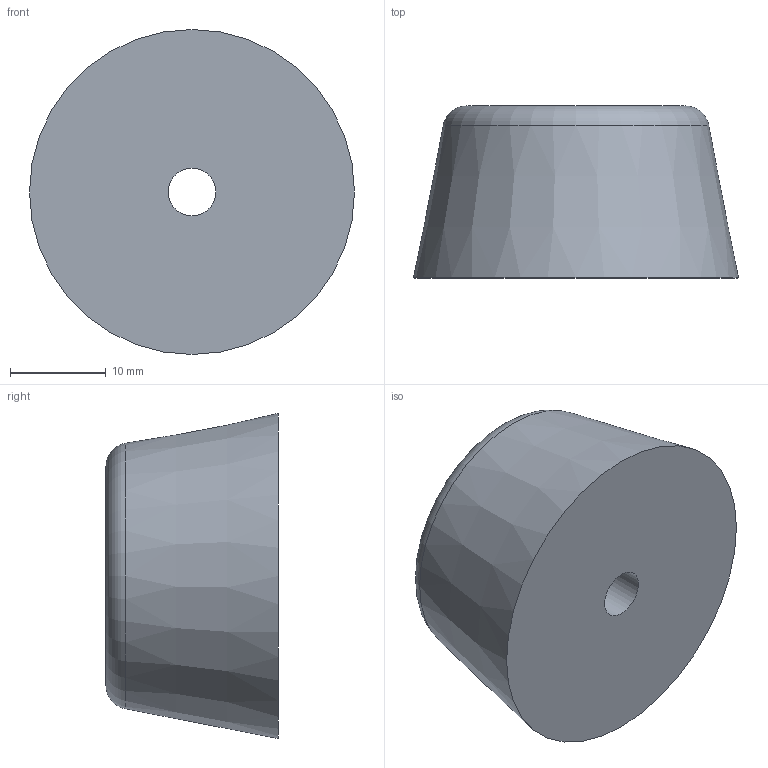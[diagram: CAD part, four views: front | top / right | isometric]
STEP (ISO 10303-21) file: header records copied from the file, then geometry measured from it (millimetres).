
FILE_DESCRIPTION (( 'STEP AP214' ), '1' );
FILE_NAME ('k-34.step', '2014-08-13T07:01:32', ( '' ), ( '' ), 'SwSTEP 2.0', 'SolidWorks 2013', '' );
FILE_SCHEMA (( 'AUTOMOTIVE_DESIGN' ));
Length unit declared in the file: millimetre
Products named in the file (1): k-34
Bounding box: 34 x 18 x 34 mm (x, y, z)
Volume: 10712.3 mm3; surface area: 4687.8 mm2
Topology: 2 solids, 2 shells, 13 faces, 21 edges, 14 vertices
Faces by surface type: plane 6, cylinder 5, cone 1, torus 1
Full cylindrical faces by diameter (mm): 5 x2, 17 x1, 20 x2
Entity records: 315 total; most frequent: DIRECTION 54, CARTESIAN_POINT 40, AXIS2_PLACEMENT_3D 27, EDGE_LOOP 26, ORIENTED_EDGE 26, FACE_OUTER_BOUND 19, CIRCLE 13, VERTEX_POINT 13
